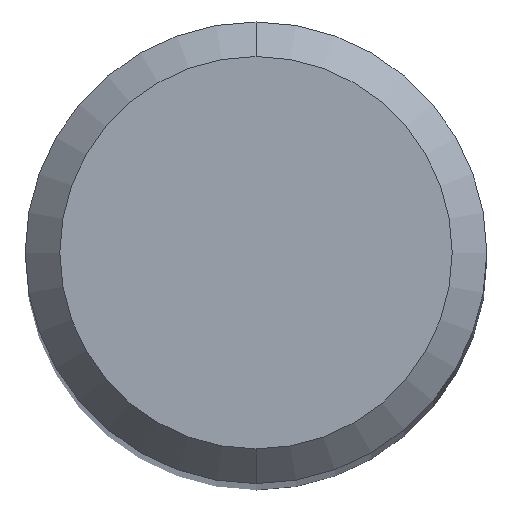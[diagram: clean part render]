
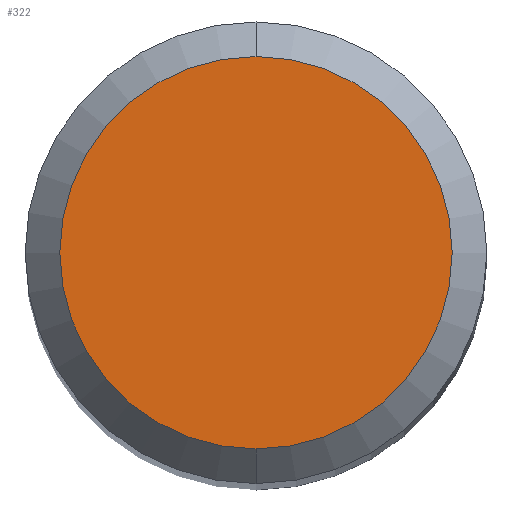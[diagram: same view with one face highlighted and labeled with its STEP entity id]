
A CAD part, top view. The second image highlights one B-rep face of the part: STEP entity #322.
In plain terms, the highlighted planar face has unit normal (0, 0, 1).
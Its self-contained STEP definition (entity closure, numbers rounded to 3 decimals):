
#170=EDGE_CURVE('',#368,#314,#463,.T.);
#208=EDGE_CURVE('',#314,#368,#504,.T.);
#314=VERTEX_POINT('',#622);
#322=ADVANCED_FACE('',(#630),#631,.T.);
#368=VERTEX_POINT('',#684);
#463=CIRCLE('',#778,1.7);
#504=CIRCLE('',#869,1.7);
#622=CARTESIAN_POINT('',(0.0,1.7,0.0));
#630=FACE_OUTER_BOUND('',#1091,.T.);
#631=PLANE('',#1092);
#684=CARTESIAN_POINT('',(0.,-1.7,0.0));
#778=AXIS2_PLACEMENT_3D('',#1386,#1387,#1388);
#869=AXIS2_PLACEMENT_3D('',#1431,#1432,#1433);
#1091=EDGE_LOOP('',(#1578,#1579));
#1092=AXIS2_PLACEMENT_3D('',#1580,#1581,#1582);
#1386=CARTESIAN_POINT('',(0.0,0.0,0.0));
#1387=DIRECTION('',(0.0,0.0,-1.0));
#1388=DIRECTION('',(0.0,1.0,0.0));
#1431=CARTESIAN_POINT('',(0.0,0.0,0.0));
#1432=DIRECTION('',(0.0,0.0,-1.0));
#1433=DIRECTION('',(0.0,1.0,0.0));
#1578=ORIENTED_EDGE('',*,*,#208,.F.);
#1579=ORIENTED_EDGE('',*,*,#170,.F.);
#1580=CARTESIAN_POINT('',(0.0,0.85,0.0));
#1581=DIRECTION('',(-0.0,0.0,1.0));
#1582=DIRECTION('',(0.0,-1.0,0.0));
